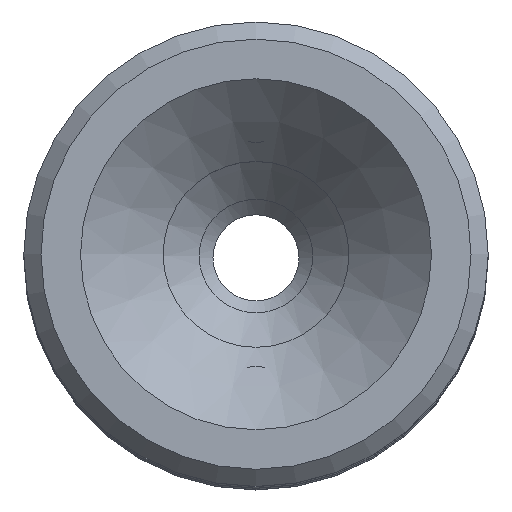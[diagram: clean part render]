
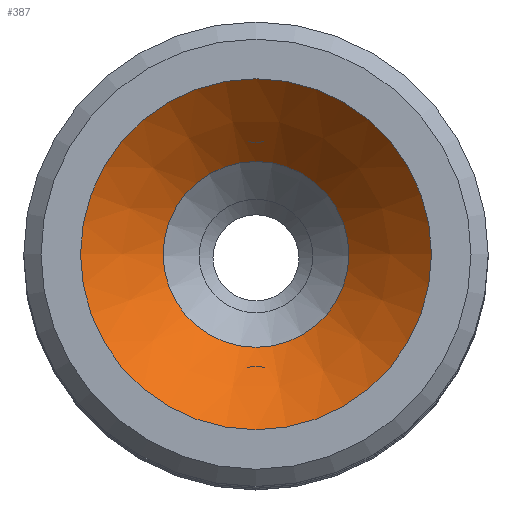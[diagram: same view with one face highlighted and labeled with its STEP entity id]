
A CAD part, top view. The second image highlights one B-rep face of the part: STEP entity #387.
In plain terms, the highlighted conical face has half-angle 45 degrees and reference radius 3.9 mm.
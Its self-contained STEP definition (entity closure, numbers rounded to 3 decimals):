
#75=FACE_BOUND('',#164,.T.);
#108=FACE_OUTER_BOUND('',#163,.T.);
#163=EDGE_LOOP('',(#328));
#164=EDGE_LOOP('',(#329));
#207=CIRCLE('',#474,5.1);
#208=CIRCLE('',#475,2.7);
#240=VERTEX_POINT('',#715);
#241=VERTEX_POINT('',#717);
#273=EDGE_CURVE('',#240,#240,#207,.T.);
#274=EDGE_CURVE('',#241,#241,#208,.T.);
#328=ORIENTED_EDGE('',*,*,#273,.F.);
#329=ORIENTED_EDGE('',*,*,#274,.F.);
#360=CONICAL_SURFACE('',#473,3.9,45.);
#387=ADVANCED_FACE('',(#108,#75),#360,.F.);
#473=AXIS2_PLACEMENT_3D('',#714,#594,#595);
#474=AXIS2_PLACEMENT_3D('',#716,#596,#597);
#475=AXIS2_PLACEMENT_3D('',#718,#598,#599);
#594=DIRECTION('center_axis',(0.,0.,-1.));
#595=DIRECTION('ref_axis',(0.,-1.,0.));
#596=DIRECTION('center_axis',(0.,0.,1.));
#597=DIRECTION('ref_axis',(0.,-1.,0.));
#598=DIRECTION('center_axis',(0.,0.,-1.));
#599=DIRECTION('ref_axis',(1.,0.,0.));
#714=CARTESIAN_POINT('Origin',(0.,0.,1.2));
#715=CARTESIAN_POINT('',(0.,-5.1,0.));
#716=CARTESIAN_POINT('Origin',(0.,0.,0.));
#717=CARTESIAN_POINT('',(0.,-2.7,2.4));
#718=CARTESIAN_POINT('Origin',(0.,0.,2.4));
